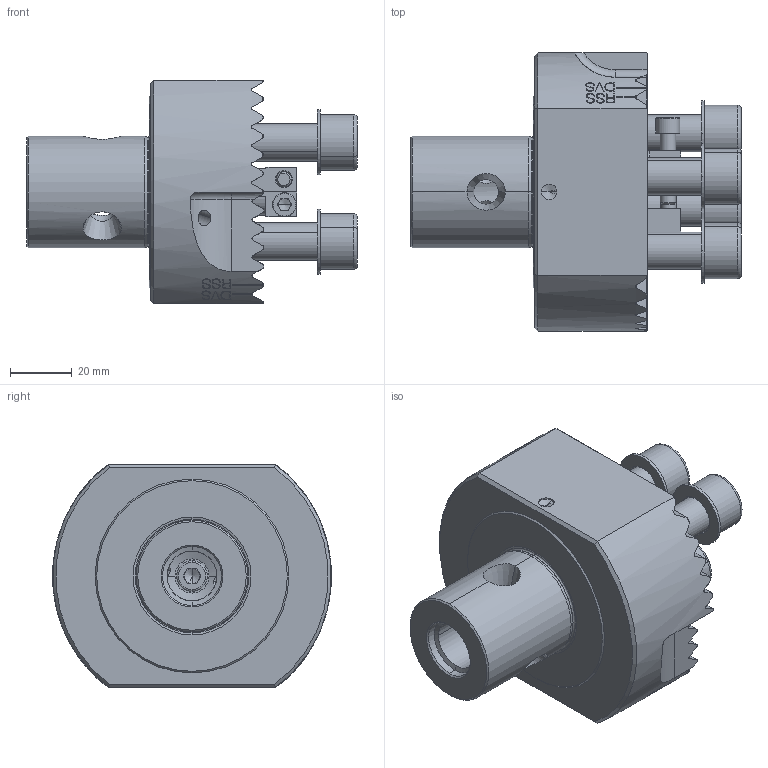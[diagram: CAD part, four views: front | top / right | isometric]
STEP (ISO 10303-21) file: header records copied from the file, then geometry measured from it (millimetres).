
FILE_DESCRIPTION (( 'STEP AP214' ), '1' );
FILE_NAME ('319.602N Kaiser SW98-126(153)xCKN6.step', '2011-05-03T12:50:31', ( '' ), ( '' ), 'SwSTEP 2.0', 'SolidWorks 2010', '' );
FILE_SCHEMA (( 'AUTOMOTIVE_DESIGN' ));
Length unit declared in the file: millimetre
Products named in the file (7): 319.632N Kaiser SW98xCKN6; 319.750 Kaiser ETL SW98; 690.197 Kaiser ETL M5x0.5x23 spez; 690.108 Kaiser ETL M6x20; 693.187 Kaiser ETL ø13_21L_eingebaut; 690.970 Kaiser ETL M12x40_DIN 912 M12 x 20 --- 20C; 319.602N Kaiser SW98-126(153)xCKN6
Assembly tree (13 placements, depth 2):
  319.602N Kaiser SW98-126(153)xCKN6
    690.108 Kaiser ETL M6x20
    690.970 Kaiser ETL M12x40_DIN 912 M12 x 20 --- 20C  x4
    319.632N Kaiser SW98xCKN6
    319.750 Kaiser ETL SW98
    690.197 Kaiser ETL M5x0.5x23 spez  x2
    693.187 Kaiser ETL ø13_21L_eingebaut  x4
Bounding box: 106.7 x 90 x 72 mm (x, y, z)
Volume: 241393.8 mm3; surface area: 55504.9 mm2
Topology: 13 solids, 13 shells, 776 faces, 1995 edges, 1262 vertices
Faces by surface type: plane 288, cylinder 218, bspline 138, cone 98, torus 34
Entity records: 27644 total; most frequent: CARTESIAN_POINT 12473, ORIENTED_EDGE 3410, DIRECTION 2553, EDGE_CURVE 1705, VERTEX_POINT 1102, AXIS2_PLACEMENT_3D 899, LINE 755, VECTOR 755
